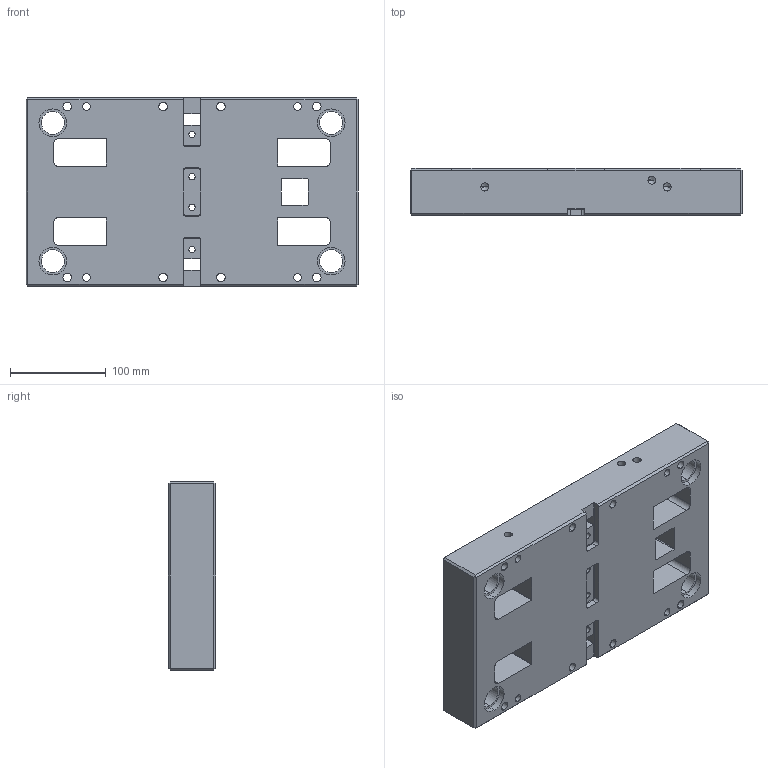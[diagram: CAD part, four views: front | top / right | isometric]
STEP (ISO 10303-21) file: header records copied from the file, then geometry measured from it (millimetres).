
FILE_DESCRIPTION (( 'STEP AP214' ), '1' );
FILE_NAME ('bau0214194276.step', '2023-07-13T04:42:58', ( '' ), ( '' ), 'SwSTEP 2.0', 'SolidWorks 2022', '' );
FILE_SCHEMA (( 'AUTOMOTIVE_DESIGN' ));
Length unit declared in the file: millimetre
Products named in the file (1): bau0214194276
Bounding box: 346 x 49 x 196 mm (x, y, z)
Volume: 2738293.9 mm3; surface area: 257316.4 mm2
Topology: 1 solids, 1 shells, 325 faces, 850 edges, 522 vertices
Faces by surface type: cylinder 176, plane 105, cone 28, torus 16
Entity records: 10332 total; most frequent: CARTESIAN_POINT 1810, DIRECTION 1774, ORIENTED_EDGE 1644, EDGE_CURVE 822, AXIS2_PLACEMENT_3D 670, VERTEX_POINT 522, VECTOR 434, LINE 434
